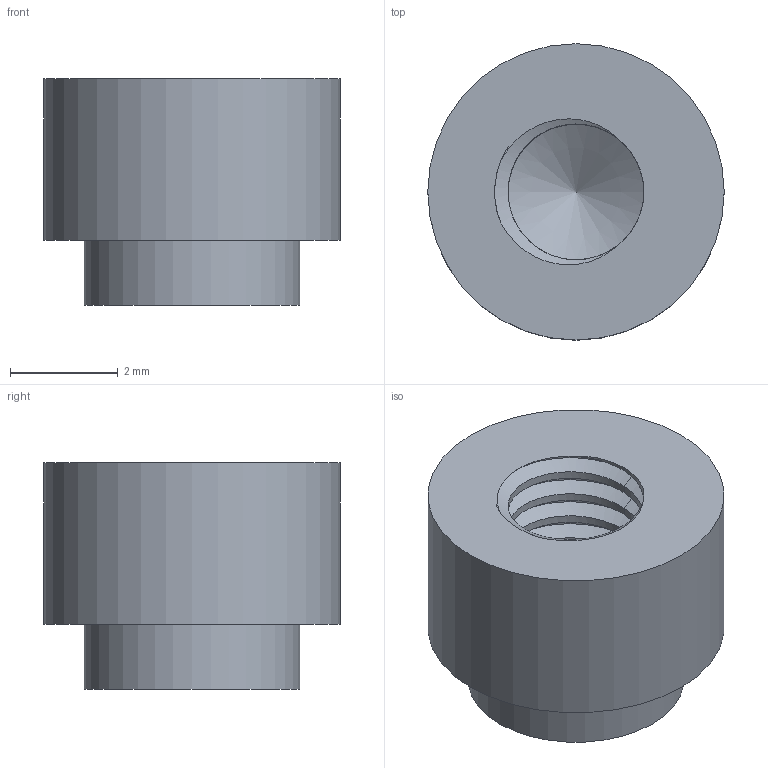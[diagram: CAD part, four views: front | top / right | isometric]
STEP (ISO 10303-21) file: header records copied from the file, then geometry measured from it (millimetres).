
FILE_DESCRIPTION(('FreeCAD Model'),'2;1');
FILE_NAME('Open CASCADE Shape Model','2024-11-24T00:44:12',(''),(''), 'Open CASCADE STEP processor 7.8','FreeCAD','Unknown');
FILE_SCHEMA(('AUTOMOTIVE_DESIGN { 1 0 10303 214 1 1 1 1 }'));
Length unit declared in the file: millimetre
Products named in the file (1): Body
Bounding box: 5.5 x 5.5 x 4.2 mm (x, y, z)
Volume: 67.7 mm3; surface area: 154.2 mm2
Topology: 1 solids, 1 shells, 35 faces, 71 edges, 39 vertices
Faces by surface type: bspline 21, cylinder 9, plane 4, cone 1
Full cylindrical faces by diameter (mm): 2.52 x6, 4 x1, 5.5 x1
Entity records: 2903 total; most frequent: CARTESIAN_POINT 2322, ORIENTED_EDGE 140, EDGE_CURVE 70, DIRECTION 57, B_SPLINE_CURVE_WITH_KNOTS 50, VERTEX_POINT 39, FACE_BOUND 37, EDGE_LOOP 37
